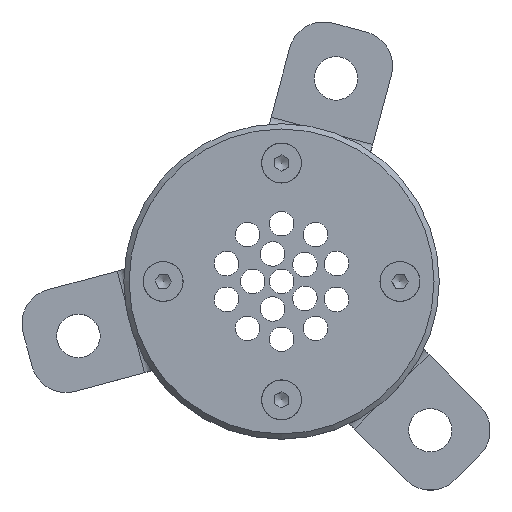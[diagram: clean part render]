
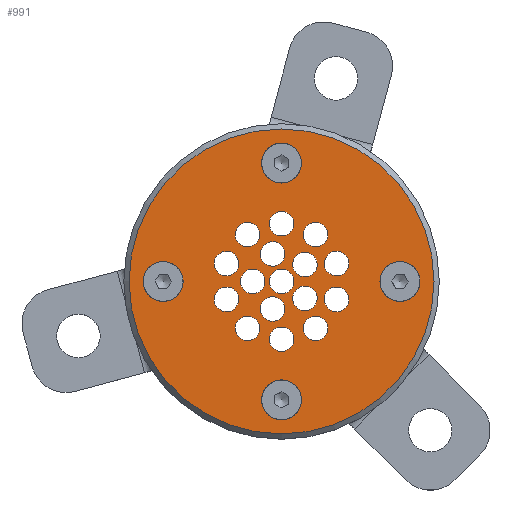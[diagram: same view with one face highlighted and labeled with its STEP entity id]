
A CAD part, top view. The second image highlights one B-rep face of the part: STEP entity #991.
In plain terms, the highlighted planar face has unit normal (0, 0, 1).
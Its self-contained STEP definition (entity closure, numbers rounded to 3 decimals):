
#991=ADVANCED_FACE('',(#3968,#3970,#3972,#3974,#3976,#3978,#3980,#3982,#3984,#3986,
#3988,#3990,#3992,#3994,#3996,#3998,#4000,#4002,#4004,#4006,#4008),#4010,.T.);
#3968=FACE_BOUND('',#3969,.T.);
#3969=EDGE_LOOP('',(#5084));
#3970=FACE_BOUND('',#3971,.T.);
#3971=EDGE_LOOP('',(#5085));
#3972=FACE_BOUND('',#3973,.T.);
#3973=EDGE_LOOP('',(#5086));
#3974=FACE_BOUND('',#3975,.T.);
#3975=EDGE_LOOP('',(#5087));
#3976=FACE_BOUND('',#3977,.T.);
#3977=EDGE_LOOP('',(#5088));
#3978=FACE_BOUND('',#3979,.T.);
#3979=EDGE_LOOP('',(#5089));
#3980=FACE_BOUND('',#3981,.T.);
#3981=EDGE_LOOP('',(#5090));
#3982=FACE_BOUND('',#3983,.T.);
#3983=EDGE_LOOP('',(#5091));
#3984=FACE_BOUND('',#3985,.T.);
#3985=EDGE_LOOP('',(#5092));
#3986=FACE_BOUND('',#3987,.T.);
#3987=EDGE_LOOP('',(#5093));
#3988=FACE_BOUND('',#3989,.T.);
#3989=EDGE_LOOP('',(#5094));
#3990=FACE_BOUND('',#3991,.T.);
#3991=EDGE_LOOP('',(#5095));
#3992=FACE_BOUND('',#3993,.T.);
#3993=EDGE_LOOP('',(#5096));
#3994=FACE_BOUND('',#3995,.T.);
#3995=EDGE_LOOP('',(#5097));
#3996=FACE_BOUND('',#3997,.T.);
#3997=EDGE_LOOP('',(#5098));
#3998=FACE_BOUND('',#3999,.T.);
#3999=EDGE_LOOP('',(#5099));
#4000=FACE_BOUND('',#4001,.T.);
#4001=EDGE_LOOP('',(#5100));
#4002=FACE_BOUND('',#4003,.T.);
#4003=EDGE_LOOP('',(#5101));
#4004=FACE_BOUND('',#4005,.T.);
#4005=EDGE_LOOP('',(#5102));
#4006=FACE_BOUND('',#4007,.T.);
#4007=EDGE_LOOP('',(#5103));
#4008=FACE_BOUND('',#4009,.T.);
#4009=EDGE_LOOP('',(#5104));
#4010=PLANE('',#4011);
#4011=AXIS2_PLACEMENT_3D('',#4012,#4013,#4014);
#4012=CARTESIAN_POINT('',(0.,0.,3.));
#4013=DIRECTION('',(0.,0.,1.));
#4014=DIRECTION('',(-1.,0.,0.));
#5084=ORIENTED_EDGE('',*,*,#5585,.T.);
#5085=ORIENTED_EDGE('',*,*,#5586,.T.);
#5086=ORIENTED_EDGE('',*,*,#5587,.T.);
#5087=ORIENTED_EDGE('',*,*,#5588,.T.);
#5088=ORIENTED_EDGE('',*,*,#5589,.T.);
#5089=ORIENTED_EDGE('',*,*,#5590,.T.);
#5090=ORIENTED_EDGE('',*,*,#5591,.T.);
#5091=ORIENTED_EDGE('',*,*,#5592,.T.);
#5092=ORIENTED_EDGE('',*,*,#5593,.T.);
#5093=ORIENTED_EDGE('',*,*,#5594,.T.);
#5094=ORIENTED_EDGE('',*,*,#5595,.T.);
#5095=ORIENTED_EDGE('',*,*,#5596,.T.);
#5096=ORIENTED_EDGE('',*,*,#5597,.T.);
#5097=ORIENTED_EDGE('',*,*,#5598,.T.);
#5098=ORIENTED_EDGE('',*,*,#5599,.T.);
#5099=ORIENTED_EDGE('',*,*,#5600,.T.);
#5100=ORIENTED_EDGE('',*,*,#5601,.T.);
#5101=ORIENTED_EDGE('',*,*,#5602,.T.);
#5102=ORIENTED_EDGE('',*,*,#5603,.T.);
#5103=ORIENTED_EDGE('',*,*,#5604,.T.);
#5104=ORIENTED_EDGE('',*,*,#5605,.T.);
#5585=EDGE_CURVE('',#6006,#6006,#6007,.T.);
#5586=EDGE_CURVE('',#6008,#6008,#6009,.F.);
#5587=EDGE_CURVE('',#6010,#6010,#6011,.F.);
#5588=EDGE_CURVE('',#6012,#6012,#6013,.F.);
#5589=EDGE_CURVE('',#6014,#6014,#6015,.F.);
#5590=EDGE_CURVE('',#6016,#6016,#6017,.F.);
#5591=EDGE_CURVE('',#6018,#6018,#6019,.F.);
#5592=EDGE_CURVE('',#6020,#6020,#6021,.F.);
#5593=EDGE_CURVE('',#6022,#6022,#6023,.F.);
#5594=EDGE_CURVE('',#6024,#6024,#6025,.F.);
#5595=EDGE_CURVE('',#6026,#6026,#6027,.F.);
#5596=EDGE_CURVE('',#6028,#6028,#6029,.F.);
#5597=EDGE_CURVE('',#6030,#6030,#6031,.F.);
#5598=EDGE_CURVE('',#6032,#6032,#6033,.F.);
#5599=EDGE_CURVE('',#6034,#6034,#6035,.F.);
#5600=EDGE_CURVE('',#6036,#6036,#6037,.F.);
#5601=EDGE_CURVE('',#6038,#6038,#6039,.F.);
#5602=EDGE_CURVE('',#6040,#6040,#6041,.F.);
#5603=EDGE_CURVE('',#6042,#6042,#6043,.F.);
#5604=EDGE_CURVE('',#6044,#6044,#6045,.F.);
#5605=EDGE_CURVE('',#6046,#6046,#6047,.F.);
#6006=VERTEX_POINT('',#8978);
#6007=CIRCLE('',#8979,43.5);
#6008=VERTEX_POINT('',#8983);
#6009=CIRCLE('',#8984,5.7);
#6010=VERTEX_POINT('',#8988);
#6011=CIRCLE('',#8989,5.7);
#6012=VERTEX_POINT('',#8993);
#6013=CIRCLE('',#8994,3.5);
#6014=VERTEX_POINT('',#8998);
#6015=CIRCLE('',#8999,3.5);
#6016=VERTEX_POINT('',#9003);
#6017=CIRCLE('',#9004,3.5);
#6018=VERTEX_POINT('',#9008);
#6019=CIRCLE('',#9009,3.5);
#6020=VERTEX_POINT('',#9013);
#6021=CIRCLE('',#9014,3.5);
#6022=VERTEX_POINT('',#9018);
#6023=CIRCLE('',#9019,3.5);
#6024=VERTEX_POINT('',#9023);
#6025=CIRCLE('',#9024,3.5);
#6026=VERTEX_POINT('',#9028);
#6027=CIRCLE('',#9029,3.5);
#6028=VERTEX_POINT('',#9033);
#6029=CIRCLE('',#9034,3.5);
#6030=VERTEX_POINT('',#9038);
#6031=CIRCLE('',#9039,3.5);
#6032=VERTEX_POINT('',#9043);
#6033=CIRCLE('',#9044,3.5);
#6034=VERTEX_POINT('',#9048);
#6035=CIRCLE('',#9049,3.5);
#6036=VERTEX_POINT('',#9053);
#6037=CIRCLE('',#9054,3.5);
#6038=VERTEX_POINT('',#9058);
#6039=CIRCLE('',#9059,3.5);
#6040=VERTEX_POINT('',#9063);
#6041=CIRCLE('',#9064,3.5);
#6042=VERTEX_POINT('',#9068);
#6043=CIRCLE('',#9069,3.5);
#6044=VERTEX_POINT('',#9073);
#6045=CIRCLE('',#9074,5.7);
#6046=VERTEX_POINT('',#9078);
#6047=CIRCLE('',#9079,5.7);
#8978=CARTESIAN_POINT('',(-43.5,0.,3.));
#8979=AXIS2_PLACEMENT_3D('',#8980,#8981,#8982);
#8980=CARTESIAN_POINT('',(0.,0.,3.));
#8981=DIRECTION('',(0.,0.,1.));
#8982=DIRECTION('',(-1.,0.,0.));
#8983=CARTESIAN_POINT('',(33.775,-5.7,3.));
#8984=AXIS2_PLACEMENT_3D('',#8985,#8986,#8987);
#8985=CARTESIAN_POINT('',(33.775,0.,3.));
#8986=DIRECTION('',(0.,0.,1.));
#8987=DIRECTION('',(0.,-1.,0.));
#8988=CARTESIAN_POINT('',(-33.775,-5.7,3.));
#8989=AXIS2_PLACEMENT_3D('',#8990,#8991,#8992);
#8990=CARTESIAN_POINT('',(-33.775,0.,3.));
#8991=DIRECTION('',(0.,0.,1.));
#8992=DIRECTION('',(0.,-1.,0.));
#8993=CARTESIAN_POINT('',(0.779,8.928,3.));
#8994=AXIS2_PLACEMENT_3D('',#8995,#8996,#8997);
#8995=CARTESIAN_POINT('',(-2.549,7.846,3.));
#8996=DIRECTION('',(0.,0.,1.));
#8997=DIRECTION('',(0.951,0.309,0.));
#8998=CARTESIAN_POINT('',(8.732,2.018,3.));
#8999=AXIS2_PLACEMENT_3D('',#9000,#9001,#9002);
#9000=CARTESIAN_POINT('',(6.674,4.849,3.));
#9001=DIRECTION('',(0.,0.,1.));
#9002=DIRECTION('',(0.588,-0.809,0.));
#9003=CARTESIAN_POINT('',(-14.611,8.427,3.));
#9004=AXIS2_PLACEMENT_3D('',#9005,#9006,#9007);
#9005=CARTESIAN_POINT('',(-15.692,5.099,3.));
#9006=DIRECTION('',(0.,0.,1.));
#9007=DIRECTION('',(0.309,0.951,0.));
#9008=CARTESIAN_POINT('',(-8.25,3.5,3.));
#9009=AXIS2_PLACEMENT_3D('',#9010,#9011,#9012);
#9010=CARTESIAN_POINT('',(-8.25,0.,3.));
#9011=DIRECTION('',(0.,0.,1.));
#9012=DIRECTION('',(0.,1.,0.));
#9013=CARTESIAN_POINT('',(4.617,-7.681,3.));
#9014=AXIS2_PLACEMENT_3D('',#9015,#9016,#9017);
#9015=CARTESIAN_POINT('',(6.674,-4.849,3.));
#9016=DIRECTION('',(0.,0.,1.));
#9017=DIRECTION('',(-0.588,-0.809,0.));
#9018=CARTESIAN_POINT('',(-5.878,-6.765,3.));
#9019=AXIS2_PLACEMENT_3D('',#9020,#9021,#9022);
#9020=CARTESIAN_POINT('',(-2.549,-7.846,3.));
#9021=DIRECTION('',(0.,0.,1.));
#9022=DIRECTION('',(-0.951,0.309,0.));
#9023=CARTESIAN_POINT('',(-3.5,0.,3.));
#9024=AXIS2_PLACEMENT_3D('',#9025,#9026,#9027);
#9025=CARTESIAN_POINT('',(0.,0.,3.));
#9026=DIRECTION('',(0.,0.,1.));
#9027=DIRECTION('',(-1.,0.,0.));
#9028=CARTESIAN_POINT('',(-16.774,-1.77,3.));
#9029=AXIS2_PLACEMENT_3D('',#9030,#9031,#9032);
#9030=CARTESIAN_POINT('',(-15.692,-5.099,3.));
#9031=DIRECTION('',(0.,0.,1.));
#9032=DIRECTION('',(-0.309,0.951,0.));
#9033=CARTESIAN_POINT('',(3.5,16.5,3.));
#9034=AXIS2_PLACEMENT_3D('',#9035,#9036,#9037);
#9035=CARTESIAN_POINT('',(0.,16.5,3.));
#9036=DIRECTION('',(0.,0.,1.));
#9037=DIRECTION('',(1.,0.,0.));
#9038=CARTESIAN_POINT('',(16.774,1.77,3.));
#9039=AXIS2_PLACEMENT_3D('',#9040,#9041,#9042);
#9040=CARTESIAN_POINT('',(15.692,5.099,3.));
#9041=DIRECTION('',(0.,0.,1.));
#9042=DIRECTION('',(0.309,-0.951,0.));
#9043=CARTESIAN_POINT('',(14.611,-8.427,3.));
#9044=AXIS2_PLACEMENT_3D('',#9045,#9046,#9047);
#9045=CARTESIAN_POINT('',(15.692,-5.099,3.));
#9046=DIRECTION('',(0.,0.,1.));
#9047=DIRECTION('',(-0.309,-0.951,0.));
#9048=CARTESIAN_POINT('',(6.867,-15.406,3.));
#9049=AXIS2_PLACEMENT_3D('',#9050,#9051,#9052);
#9050=CARTESIAN_POINT('',(9.698,-13.349,3.));
#9051=DIRECTION('',(0.,0.,1.));
#9052=DIRECTION('',(-0.809,-0.588,0.));
#9053=CARTESIAN_POINT('',(-3.5,-16.5,3.));
#9054=AXIS2_PLACEMENT_3D('',#9055,#9056,#9057);
#9055=CARTESIAN_POINT('',(0.,-16.5,3.));
#9056=DIRECTION('',(0.,0.,1.));
#9057=DIRECTION('',(-1.,0.,0.));
#9058=CARTESIAN_POINT('',(-12.53,-11.292,3.));
#9059=AXIS2_PLACEMENT_3D('',#9060,#9061,#9062);
#9060=CARTESIAN_POINT('',(-9.698,-13.349,3.));
#9061=DIRECTION('',(0.,0.,1.));
#9062=DIRECTION('',(-0.809,0.588,0.));
#9063=CARTESIAN_POINT('',(-6.867,15.406,3.));
#9064=AXIS2_PLACEMENT_3D('',#9065,#9066,#9067);
#9065=CARTESIAN_POINT('',(-9.698,13.349,3.));
#9066=DIRECTION('',(0.,0.,1.));
#9067=DIRECTION('',(0.809,0.588,0.));
#9068=CARTESIAN_POINT('',(12.53,11.292,3.));
#9069=AXIS2_PLACEMENT_3D('',#9070,#9071,#9072);
#9070=CARTESIAN_POINT('',(9.698,13.349,3.));
#9071=DIRECTION('',(0.,0.,1.));
#9072=DIRECTION('',(0.809,-0.588,0.));
#9073=CARTESIAN_POINT('',(0.,28.075,3.));
#9074=AXIS2_PLACEMENT_3D('',#9075,#9076,#9077);
#9075=CARTESIAN_POINT('',(0.,33.775,3.));
#9076=DIRECTION('',(0.,0.,1.));
#9077=DIRECTION('',(0.,-1.,0.));
#9078=CARTESIAN_POINT('',(0.,-39.475,3.));
#9079=AXIS2_PLACEMENT_3D('',#9080,#9081,#9082);
#9080=CARTESIAN_POINT('',(0.,-33.775,3.));
#9081=DIRECTION('',(0.,0.,1.));
#9082=DIRECTION('',(0.,-1.,0.));
